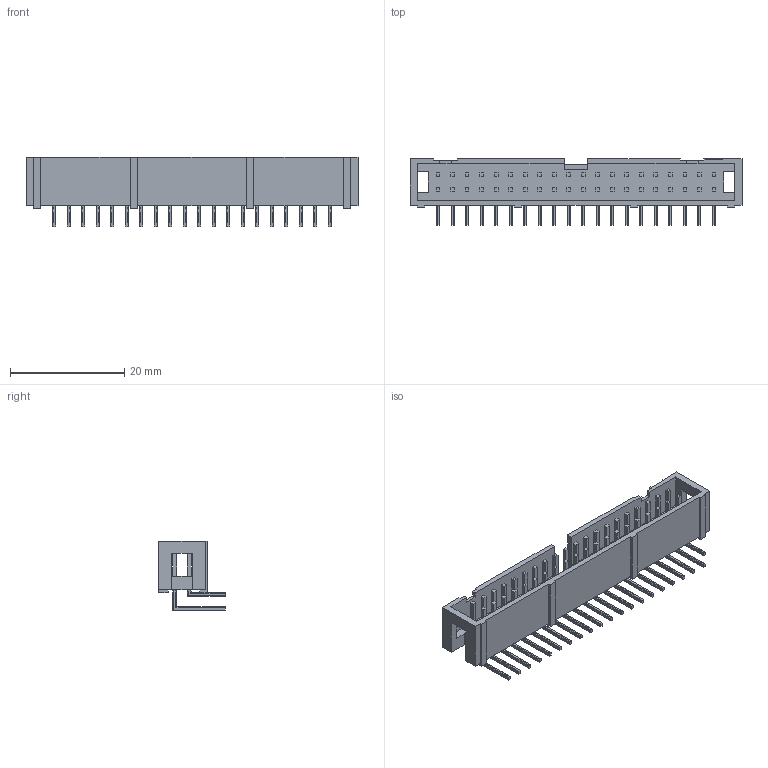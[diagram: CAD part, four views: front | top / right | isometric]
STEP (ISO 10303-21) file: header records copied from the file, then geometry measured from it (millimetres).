
FILE_DESCRIPTION (( 'STEP AP214' ), '1' );
FILE_NAME ('XG4C_4034.step', '2019-03-18T12:28:09', ( 'OSMC1.0 ' ), ( ' ' ), 'SwSTEP 2.0', 'SolidWorks 2002025', '' );
FILE_SCHEMA (( 'AUTOMOTIVE_DESIGN' ));
Length unit declared in the file: millimetre
Products named in the file (1): XG4C_4034
Bounding box: 58.12 x 11.7 x 12.12 mm (x, y, z)
Volume: 1930.5 mm3; surface area: 4209.8 mm2
Topology: 1 solids, 1 shells, 887 faces, 2265 edges, 1456 vertices
Faces by surface type: plane 887
Entity records: 29211 total; most frequent: CARTESIAN_POINT 4609, ORIENTED_EDGE 4530, DIRECTION 4041, LINE 2265, VECTOR 2265, EDGE_CURVE 2265, VERTEX_POINT 1456, EDGE_LOOP 967
